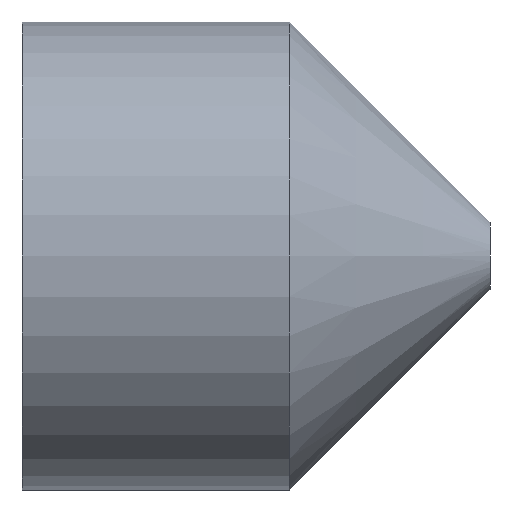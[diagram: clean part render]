
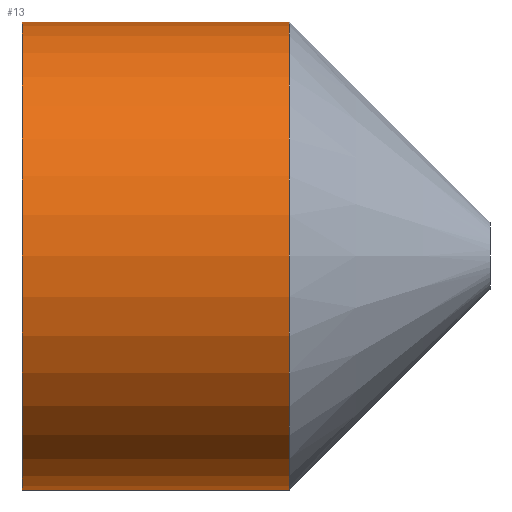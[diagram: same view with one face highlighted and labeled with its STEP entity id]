
A CAD part, front view. The second image highlights one B-rep face of the part: STEP entity #13.
In plain terms, the highlighted cylindrical face has radius 17.5 mm (diameter 35 mm), a partial arc.
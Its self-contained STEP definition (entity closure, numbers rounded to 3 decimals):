
#8 = EDGE_CURVE ( 'NONE', #150, #107, #130, .T. ) ;
#13 = ADVANCED_FACE ( 'NONE', ( #221 ), #135, .T. ) ;
#24 = CARTESIAN_POINT ( 'NONE',  ( 0., 0., 17.5 ) ) ;
#30 = CARTESIAN_POINT ( 'NONE',  ( 0., 0., -17.5 ) ) ;
#50 = DIRECTION ( 'NONE',  ( 0., 0., 1. ) ) ;
#77 = CARTESIAN_POINT ( 'NONE',  ( -79.434, 0., -17.5 ) ) ;
#81 = ORIENTED_EDGE ( 'NONE', *, *, #137, .T. ) ;
#84 = DIRECTION ( 'NONE',  ( -1., 0., 0. ) ) ;
#101 = DIRECTION ( 'NONE',  ( -1., 0., 0. ) ) ;
#107 = VERTEX_POINT ( 'NONE', #24 ) ;
#111 = AXIS2_PLACEMENT_3D ( 'NONE', #194, #163, #308 ) ;
#130 = CIRCLE ( 'NONE', #146, 17.5 ) ;
#135 = CYLINDRICAL_SURFACE ( 'NONE', #180, 17.5 ) ;
#137 = EDGE_CURVE ( 'NONE', #295, #202, #276, .T. ) ;
#146 = AXIS2_PLACEMENT_3D ( 'NONE', #385, #241, #355 ) ;
#147 = DIRECTION ( 'NONE',  ( -1., 0., 0. ) ) ;
#150 = VERTEX_POINT ( 'NONE', #30 ) ;
#163 = DIRECTION ( 'NONE',  ( -1., 0., 0. ) ) ;
#173 = LINE ( 'NONE', #77, #267 ) ;
#180 = AXIS2_PLACEMENT_3D ( 'NONE', #389, #84, #50 ) ;
#187 = ORIENTED_EDGE ( 'NONE', *, *, #8, .F. ) ;
#194 = CARTESIAN_POINT ( 'NONE',  ( 20., 0., 0. ) ) ;
#196 = EDGE_LOOP ( 'NONE', ( #264, #81, #207, #187 ) ) ;
#202 = VERTEX_POINT ( 'NONE', #203 ) ;
#203 = CARTESIAN_POINT ( 'NONE',  ( 20., 0., 17.5 ) ) ;
#207 = ORIENTED_EDGE ( 'NONE', *, *, #243, .T. ) ;
#220 = VECTOR ( 'NONE', #101, 1000. ) ;
#221 = FACE_OUTER_BOUND ( 'NONE', #196, .T. ) ;
#241 = DIRECTION ( 'NONE',  ( -1., 0., 0. ) ) ;
#243 = EDGE_CURVE ( 'NONE', #202, #107, #299, .T. ) ;
#264 = ORIENTED_EDGE ( 'NONE', *, *, #360, .F. ) ;
#267 = VECTOR ( 'NONE', #147, 1000. ) ;
#276 = CIRCLE ( 'NONE', #111, 17.5 ) ;
#295 = VERTEX_POINT ( 'NONE', #378 ) ;
#299 = LINE ( 'NONE', #343, #220 ) ;
#308 = DIRECTION ( 'NONE',  ( 0., 0., 1. ) ) ;
#343 = CARTESIAN_POINT ( 'NONE',  ( -79.434, 0., 17.5 ) ) ;
#355 = DIRECTION ( 'NONE',  ( 0., 0., 1. ) ) ;
#360 = EDGE_CURVE ( 'NONE', #295, #150, #173, .T. ) ;
#378 = CARTESIAN_POINT ( 'NONE',  ( 20., 0., -17.5 ) ) ;
#385 = CARTESIAN_POINT ( 'NONE',  ( 0., 0., 0. ) ) ;
#389 = CARTESIAN_POINT ( 'NONE',  ( -79.434, 0., 0. ) ) ;
